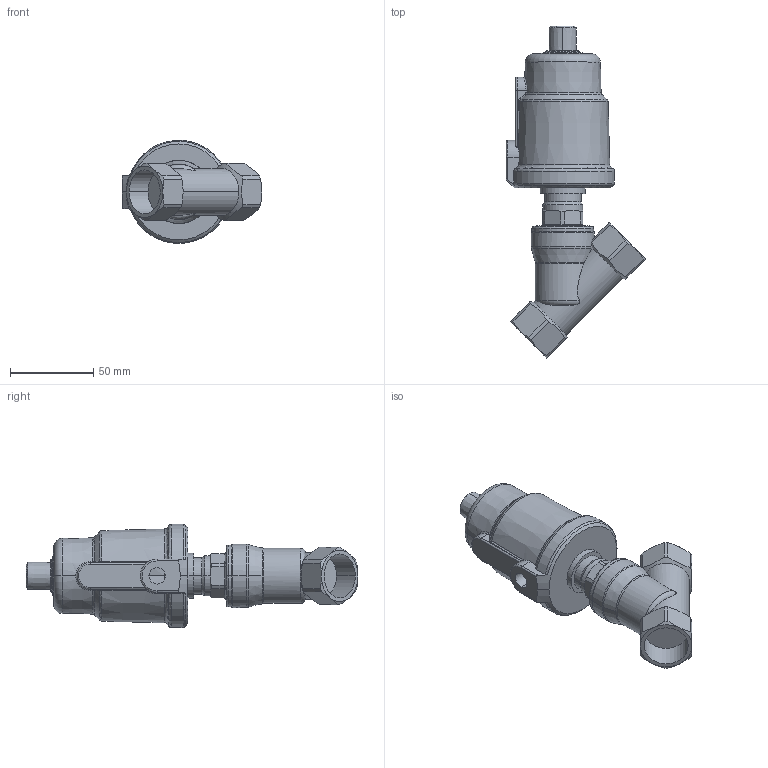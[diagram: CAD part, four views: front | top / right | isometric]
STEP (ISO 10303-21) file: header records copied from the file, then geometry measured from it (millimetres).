
FILE_DESCRIPTION (( 'STEP AP214' ), '1' );
FILE_NAME ('700 DN25 50mm.STEP', '2018-06-15T11:32:20', ( '' ), ( '' ), 'SwSTEP 2.0', 'SolidWorks 2015', '' );
FILE_SCHEMA (( 'AUTOMOTIVE_DESIGN' ));
Length unit declared in the file: millimetre
Products named in the file (1): 700 DN25 50mm
Bounding box: 83.85 x 199.36 x 61.9 mm (x, y, z)
Surface area: 36694.3 mm2 (no closed solid volume)
Topology: 0 solids, 3 shells, 171 faces, 424 edges, 259 vertices
Faces by surface type: cylinder 52, cone 39, plane 32, torus 31, bspline 17
Entity records: 6473 total; most frequent: CARTESIAN_POINT 2627, ORIENTED_EDGE 834, DIRECTION 762, EDGE_CURVE 422, AXIS2_PLACEMENT_3D 323, VERTEX_POINT 259, EDGE_LOOP 178, ADVANCED_FACE 171
